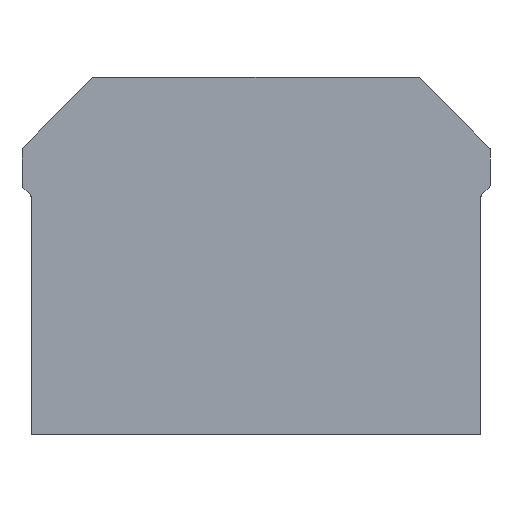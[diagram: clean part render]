
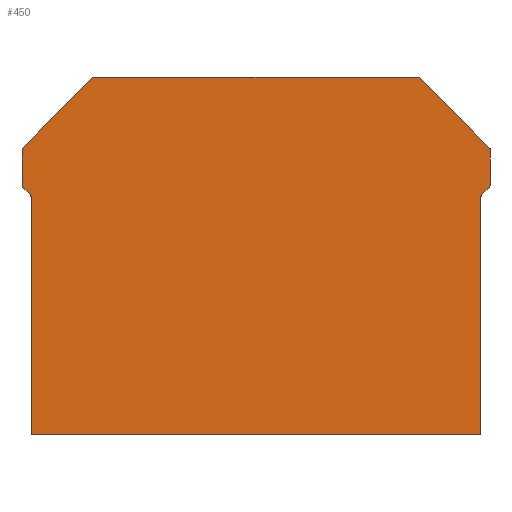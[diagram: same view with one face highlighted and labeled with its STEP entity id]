
A CAD part, front view. The second image highlights one B-rep face of the part: STEP entity #450.
In plain terms, the highlighted face is planar.
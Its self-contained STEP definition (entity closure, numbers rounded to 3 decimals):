
#4 = EDGE_CURVE ( 'NONE', #359, #294, #533, .T. ) ;
#6 = DIRECTION ( 'NONE',  ( 0., -1., 0. ) ) ;
#8 = ORIENTED_EDGE ( 'NONE', *, *, #586, .F. ) ;
#9 = ORIENTED_EDGE ( 'NONE', *, *, #100, .F. ) ;
#10 = DIRECTION ( 'NONE',  ( -1., 0., 0. ) ) ;
#13 = AXIS2_PLACEMENT_3D ( 'NONE', #472, #644, #148 ) ;
#16 = EDGE_CURVE ( 'NONE', #219, #53, #591, .T. ) ;
#21 = CARTESIAN_POINT ( 'NONE',  ( 2.5, 7.019, -10.96 ) ) ;
#32 = ORIENTED_EDGE ( 'NONE', *, *, #477, .F. ) ;
#43 = CARTESIAN_POINT ( 'NONE',  ( 2.5, 6.207, -35.5 ) ) ;
#49 = AXIS2_PLACEMENT_3D ( 'NONE', #414, #605, #245 ) ;
#53 = VERTEX_POINT ( 'NONE', #587 ) ;
#55 = CARTESIAN_POINT ( 'NONE',  ( 2.5, -38.793, -11.897 ) ) ;
#74 = CARTESIAN_POINT ( 'NONE',  ( 2.5, -38.581, -11.684 ) ) ;
#87 = CARTESIAN_POINT ( 'NONE',  ( 2.5, -39.363, -7.029 ) ) ;
#88 = EDGE_CURVE ( 'NONE', #618, #569, #510, .T. ) ;
#92 = DIRECTION ( 'NONE',  ( 1., 0., 0. ) ) ;
#96 = DIRECTION ( 'NONE',  ( 0., 0., 1. ) ) ;
#100 = EDGE_CURVE ( 'NONE', #53, #667, #626, .T. ) ;
#101 = VERTEX_POINT ( 'NONE', #133 ) ;
#104 = ORIENTED_EDGE ( 'NONE', *, *, #326, .F. ) ;
#107 = EDGE_CURVE ( 'NONE', #290, #707, #343, .T. ) ;
#114 = ORIENTED_EDGE ( 'NONE', *, *, #598, .F. ) ;
#118 = VECTOR ( 'NONE', #96, 1000. ) ;
#120 = ORIENTED_EDGE ( 'NONE', *, *, #259, .F. ) ;
#121 = EDGE_CURVE ( 'NONE', #564, #128, #523, .T. ) ;
#128 = VERTEX_POINT ( 'NONE', #184 ) ;
#133 = CARTESIAN_POINT ( 'NONE',  ( 2.5, 7.077, -7.029 ) ) ;
#136 = DIRECTION ( 'NONE',  ( 0., 1., 0. ) ) ;
#142 = CIRCLE ( 'NONE', #327, 0.3 ) ;
#148 = DIRECTION ( 'NONE',  ( 0., -1., 0. ) ) ;
#151 = CARTESIAN_POINT ( 'NONE',  ( 2.5, 0., 0. ) ) ;
#160 = CARTESIAN_POINT ( 'NONE',  ( 2.5, 7.107, -7.101 ) ) ;
#167 = ORIENTED_EDGE ( 'NONE', *, *, #88, .F. ) ;
#169 = CIRCLE ( 'NONE', #712, 0.1 ) ;
#180 = VECTOR ( 'NONE', #360, 1000. ) ;
#181 = VECTOR ( 'NONE', #302, 1000. ) ;
#184 = CARTESIAN_POINT ( 'NONE',  ( 2.5, -32.357, -0.029 ) ) ;
#189 = DIRECTION ( 'NONE',  ( 0., -1., 0. ) ) ;
#191 = DIRECTION ( 'NONE',  ( -1., 0., 0. ) ) ;
#205 = EDGE_CURVE ( 'NONE', #101, #635, #263, .T. ) ;
#209 = VECTOR ( 'NONE', #399, 1000. ) ;
#216 = CARTESIAN_POINT ( 'NONE',  ( 2.5, -38.493, -11.897 ) ) ;
#219 = VERTEX_POINT ( 'NONE', #562 ) ;
#221 = CARTESIAN_POINT ( 'NONE',  ( 2.5, -32.286, 0. ) ) ;
#229 = VERTEX_POINT ( 'NONE', #320 ) ;
#231 = DIRECTION ( 'NONE',  ( 0., -0.707, -0.707 ) ) ;
#232 = CARTESIAN_POINT ( 'NONE',  ( 2.5, 6.207, -12.125 ) ) ;
#236 = PLANE ( 'NONE',  #556 ) ;
#237 = CARTESIAN_POINT ( 'NONE',  ( 2.5, -38.493, -35.5 ) ) ;
#238 = VECTOR ( 'NONE', #231, 1000. ) ;
#243 = DIRECTION ( 'NONE',  ( -1., 0., 0. ) ) ;
#245 = DIRECTION ( 'NONE',  ( 0., -1., 0. ) ) ;
#248 = LINE ( 'NONE', #470, #447 ) ;
#254 = AXIS2_PLACEMENT_3D ( 'NONE', #602, #243, #136 ) ;
#255 = CIRCLE ( 'NONE', #460, 0.1 ) ;
#258 = VERTEX_POINT ( 'NONE', #665 ) ;
#259 = EDGE_CURVE ( 'NONE', #287, #342, #371, .T. ) ;
#261 = CARTESIAN_POINT ( 'NONE',  ( 2.5, 7.107, -7.101 ) ) ;
#263 = CIRCLE ( 'NONE', #13, 0.1 ) ;
#275 = DIRECTION ( 'NONE',  ( 1., 0., 0. ) ) ;
#287 = VERTEX_POINT ( 'NONE', #216 ) ;
#290 = VERTEX_POINT ( 'NONE', #221 ) ;
#292 = LINE ( 'NONE', #232, #209 ) ;
#294 = VERTEX_POINT ( 'NONE', #614 ) ;
#302 = DIRECTION ( 'NONE',  ( 0., 0., 1. ) ) ;
#307 = ORIENTED_EDGE ( 'NONE', *, *, #121, .F. ) ;
#315 = EDGE_CURVE ( 'NONE', #229, #564, #255, .T. ) ;
#320 = CARTESIAN_POINT ( 'NONE',  ( 2.5, -39.393, -7.101 ) ) ;
#321 = ORIENTED_EDGE ( 'NONE', *, *, #16, .F. ) ;
#326 = EDGE_CURVE ( 'NONE', #635, #219, #711, .T. ) ;
#327 = AXIS2_PLACEMENT_3D ( 'NONE', #417, #92, #583 ) ;
#334 = ORIENTED_EDGE ( 'NONE', *, *, #372, .F. ) ;
#336 = CARTESIAN_POINT ( 'NONE',  ( 2.5, -39.293, -7.101 ) ) ;
#342 = VERTEX_POINT ( 'NONE', #74 ) ;
#343 = LINE ( 'NONE', #571, #180 ) ;
#356 = FACE_OUTER_BOUND ( 'NONE', #600, .T. ) ;
#359 = VERTEX_POINT ( 'NONE', #659 ) ;
#360 = DIRECTION ( 'NONE',  ( 0., 1., 0. ) ) ;
#362 = CARTESIAN_POINT ( 'NONE',  ( 2.5, 7.077, -7.029 ) ) ;
#371 = CIRCLE ( 'NONE', #536, 0.3 ) ;
#372 = EDGE_CURVE ( 'NONE', #128, #290, #169, .T. ) ;
#373 = CARTESIAN_POINT ( 'NONE',  ( 2.5, -39.393, -7.101 ) ) ;
#378 = ORIENTED_EDGE ( 'NONE', *, *, #464, .F. ) ;
#398 = CARTESIAN_POINT ( 'NONE',  ( 2.5, -39.363, -7.029 ) ) ;
#399 = DIRECTION ( 'NONE',  ( 0., 0., -1. ) ) ;
#403 = VECTOR ( 'NONE', #680, 1000. ) ;
#404 = CARTESIAN_POINT ( 'NONE',  ( 2.5, -32.286, -0.1 ) ) ;
#413 = EDGE_CURVE ( 'NONE', #258, #618, #292, .T. ) ;
#414 = CARTESIAN_POINT ( 'NONE',  ( 2.5, 0., -0.1 ) ) ;
#415 = ORIENTED_EDGE ( 'NONE', *, *, #205, .F. ) ;
#417 = CARTESIAN_POINT ( 'NONE',  ( 2.5, 6.507, -11.897 ) ) ;
#443 = LINE ( 'NONE', #461, #181 ) ;
#444 = ORIENTED_EDGE ( 'NONE', *, *, #547, .F. ) ;
#447 = VECTOR ( 'NONE', #696, 1000. ) ;
#448 = DIRECTION ( 'NONE',  ( 0., 1., 0. ) ) ;
#450 = ADVANCED_FACE ( 'NONE', ( #356 ), #236, .T. ) ;
#457 = DIRECTION ( 'NONE',  ( 0., 0.707, 0.707 ) ) ;
#458 = AXIS2_PLACEMENT_3D ( 'NONE', #527, #191, #465 ) ;
#459 = CARTESIAN_POINT ( 'NONE',  ( 2.5, 6.279, -12.125 ) ) ;
#460 = AXIS2_PLACEMENT_3D ( 'NONE', #336, #10, #448 ) ;
#461 = CARTESIAN_POINT ( 'NONE',  ( 2.5, -38.493, -12.125 ) ) ;
#464 = EDGE_CURVE ( 'NONE', #342, #359, #248, .T. ) ;
#465 = DIRECTION ( 'NONE',  ( 0., -1., 0. ) ) ;
#470 = CARTESIAN_POINT ( 'NONE',  ( 2.5, -39.305, -10.96 ) ) ;
#471 = ORIENTED_EDGE ( 'NONE', *, *, #4, .F. ) ;
#472 = CARTESIAN_POINT ( 'NONE',  ( 2.5, 7.007, -7.101 ) ) ;
#473 = CARTESIAN_POINT ( 'NONE',  ( 2.5, 6.295, -11.684 ) ) ;
#476 = DIRECTION ( 'NONE',  ( 0., 0.707, -0.707 ) ) ;
#477 = EDGE_CURVE ( 'NONE', #667, #258, #142, .T. ) ;
#502 = ORIENTED_EDGE ( 'NONE', *, *, #413, .F. ) ;
#510 = LINE ( 'NONE', #639, #403 ) ;
#517 = DIRECTION ( 'NONE',  ( 1., 0., 0. ) ) ;
#522 = ORIENTED_EDGE ( 'NONE', *, *, #657, .F. ) ;
#523 = LINE ( 'NONE', #398, #651 ) ;
#527 = CARTESIAN_POINT ( 'NONE',  ( 2.5, 6.807, -10.748 ) ) ;
#529 = DIRECTION ( 'NONE',  ( 0., -1., 0. ) ) ;
#530 = LINE ( 'NONE', #362, #627 ) ;
#533 = CIRCLE ( 'NONE', #254, 0.3 ) ;
#536 = AXIS2_PLACEMENT_3D ( 'NONE', #55, #275, #6 ) ;
#541 = LINE ( 'NONE', #373, #118 ) ;
#544 = CIRCLE ( 'NONE', #49, 0.1 ) ;
#545 = ORIENTED_EDGE ( 'NONE', *, *, #107, .F. ) ;
#547 = EDGE_CURVE ( 'NONE', #569, #287, #443, .T. ) ;
#556 = AXIS2_PLACEMENT_3D ( 'NONE', #459, #517, #189 ) ;
#560 = ORIENTED_EDGE ( 'NONE', *, *, #315, .F. ) ;
#562 = CARTESIAN_POINT ( 'NONE',  ( 2.5, 7.107, -10.748 ) ) ;
#564 = VERTEX_POINT ( 'NONE', #87 ) ;
#569 = VERTEX_POINT ( 'NONE', #237 ) ;
#571 = CARTESIAN_POINT ( 'NONE',  ( 2.5, -32.286, 0. ) ) ;
#574 = VERTEX_POINT ( 'NONE', #634 ) ;
#576 = DIRECTION ( 'NONE',  ( -1., 0., 0. ) ) ;
#583 = DIRECTION ( 'NONE',  ( 0., 1., 0. ) ) ;
#586 = EDGE_CURVE ( 'NONE', #707, #574, #544, .T. ) ;
#587 = CARTESIAN_POINT ( 'NONE',  ( 2.5, 7.019, -10.96 ) ) ;
#591 = CIRCLE ( 'NONE', #458, 0.3 ) ;
#598 = EDGE_CURVE ( 'NONE', #294, #229, #541, .T. ) ;
#600 = EDGE_LOOP ( 'NONE', ( #32, #9, #321, #104, #415, #522, #8, #545, #334, #307, #560, #114, #471, #378, #120, #444, #167, #502 ) ) ;
#602 = CARTESIAN_POINT ( 'NONE',  ( 2.5, -39.093, -10.748 ) ) ;
#605 = DIRECTION ( 'NONE',  ( -1., 0., 0. ) ) ;
#614 = CARTESIAN_POINT ( 'NONE',  ( 2.5, -39.393, -10.748 ) ) ;
#618 = VERTEX_POINT ( 'NONE', #43 ) ;
#626 = LINE ( 'NONE', #21, #238 ) ;
#627 = VECTOR ( 'NONE', #476, 1000. ) ;
#634 = CARTESIAN_POINT ( 'NONE',  ( 2.5, 0.071, -0.029 ) ) ;
#635 = VERTEX_POINT ( 'NONE', #261 ) ;
#639 = CARTESIAN_POINT ( 'NONE',  ( 2.5, -38.265, -35.5 ) ) ;
#644 = DIRECTION ( 'NONE',  ( -1., 0., 0. ) ) ;
#651 = VECTOR ( 'NONE', #457, 1000. ) ;
#657 = EDGE_CURVE ( 'NONE', #574, #101, #530, .T. ) ;
#659 = CARTESIAN_POINT ( 'NONE',  ( 2.5, -39.305, -10.96 ) ) ;
#660 = VECTOR ( 'NONE', #678, 1000. ) ;
#665 = CARTESIAN_POINT ( 'NONE',  ( 2.5, 6.207, -11.897 ) ) ;
#667 = VERTEX_POINT ( 'NONE', #473 ) ;
#678 = DIRECTION ( 'NONE',  ( 0., 0., -1. ) ) ;
#680 = DIRECTION ( 'NONE',  ( 0., -1., 0. ) ) ;
#696 = DIRECTION ( 'NONE',  ( 0., -0.707, 0.707 ) ) ;
#707 = VERTEX_POINT ( 'NONE', #151 ) ;
#711 = LINE ( 'NONE', #160, #660 ) ;
#712 = AXIS2_PLACEMENT_3D ( 'NONE', #404, #576, #529 ) ;
